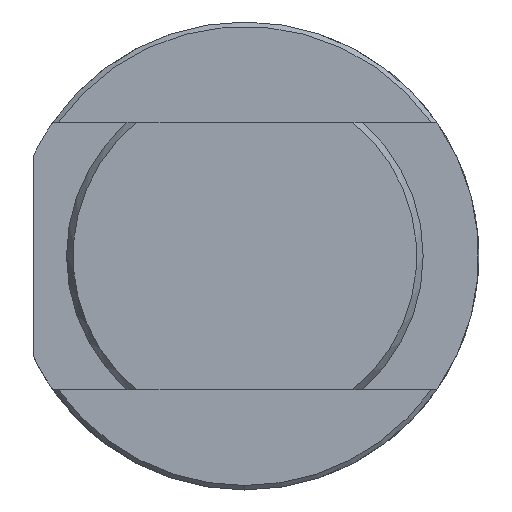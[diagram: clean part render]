
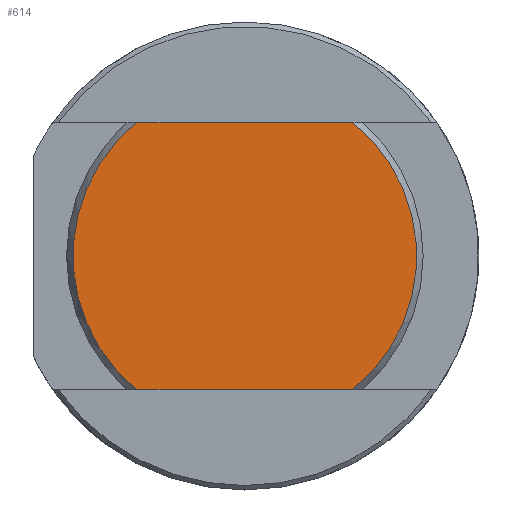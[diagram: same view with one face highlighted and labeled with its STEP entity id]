
A CAD part, left-side view. The second image highlights one B-rep face of the part: STEP entity #614.
In plain terms, the highlighted planar face has unit normal (-1, 0, 0).
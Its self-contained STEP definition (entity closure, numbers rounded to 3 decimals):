
#37 = ORIENTED_EDGE ( 'NONE', *, *, #849, .F. ) ;
#111 = ORIENTED_EDGE ( 'NONE', *, *, #848, .T. ) ;
#132 = ORIENTED_EDGE ( 'NONE', *, *, #847, .F. ) ;
#164 = ORIENTED_EDGE ( 'NONE', *, *, #855, .T. ) ;
#372 = VERTEX_POINT ( 'NONE', #4530 ) ;
#373 = VERTEX_POINT ( 'NONE', #4531 ) ;
#427 = VERTEX_POINT ( 'NONE', #4585 ) ;
#464 = VERTEX_POINT ( 'NONE', #4622 ) ;
#614 = ADVANCED_FACE ( 'NONE', ( #2558 ), #3126, .F. ) ;
#847 = EDGE_CURVE ( 'NONE', #464, #373, #2890, .T. ) ;
#848 = EDGE_CURVE ( 'NONE', #464, #372, #2901, .T. ) ;
#849 = EDGE_CURVE ( 'NONE', #427, #372, #2900, .T. ) ;
#855 = EDGE_CURVE ( 'NONE', #427, #373, #2909, .T. ) ;
#1094 = AXIS2_PLACEMENT_3D ( 'NONE', #3127, #3128, #3129 ) ;
#1247 = AXIS2_PLACEMENT_3D ( 'NONE', #1664, #1667, #1668 ) ;
#1252 = AXIS2_PLACEMENT_3D ( 'NONE', #1676, #1687, #1688 ) ;
#1657 = CARTESIAN_POINT ( 'NONE',  ( 0., 8.617, -6. ) ) ;
#1661 = CARTESIAN_POINT ( 'NONE',  ( 0., 8.617, 6. ) ) ;
#1664 = CARTESIAN_POINT ( 'NONE',  ( 0., 0., 0. ) ) ;
#1665 = DIRECTION ( 'NONE',  ( 0., 1., 0. ) ) ;
#1667 = DIRECTION ( 'NONE',  ( -1., 0., 0. ) ) ;
#1668 = DIRECTION ( 'NONE',  ( 0., 0., -1. ) ) ;
#1670 = DIRECTION ( 'NONE',  ( 0., -1., 0. ) ) ;
#1676 = CARTESIAN_POINT ( 'NONE',  ( 0., 0., 0. ) ) ;
#1687 = DIRECTION ( 'NONE',  ( -1., 0., 0. ) ) ;
#1688 = DIRECTION ( 'NONE',  ( 0., 0., -1. ) ) ;
#2558 = FACE_OUTER_BOUND ( 'NONE', #4354, .T. ) ;
#2890 = LINE ( 'NONE', #1657, #2899 ) ;
#2894 = VECTOR ( 'NONE', #1670, 1000. ) ;
#2899 = VECTOR ( 'NONE', #1665, 1000. ) ;
#2900 = LINE ( 'NONE', #1661, #2894 ) ;
#2901 = CIRCLE ( 'NONE', #1247, 7.711 ) ;
#2909 = CIRCLE ( 'NONE', #1252, 7.711 ) ;
#3126 = PLANE ( 'NONE',  #1094 ) ;
#3127 = CARTESIAN_POINT ( 'NONE',  ( 0., 0., 0. ) ) ;
#3128 = DIRECTION ( 'NONE',  ( 1., 0., 0. ) ) ;
#3129 = DIRECTION ( 'NONE',  ( 0., 0., -1. ) ) ;
#4354 = EDGE_LOOP ( 'NONE', ( #111, #37, #164, #132 ) ) ;
#4530 = CARTESIAN_POINT ( 'NONE',  ( 0., -4.844, 6. ) ) ;
#4531 = CARTESIAN_POINT ( 'NONE',  ( 0., 4.844, -6. ) ) ;
#4585 = CARTESIAN_POINT ( 'NONE',  ( 0., 4.844, 6. ) ) ;
#4622 = CARTESIAN_POINT ( 'NONE',  ( 0., -4.844, -6. ) ) ;
